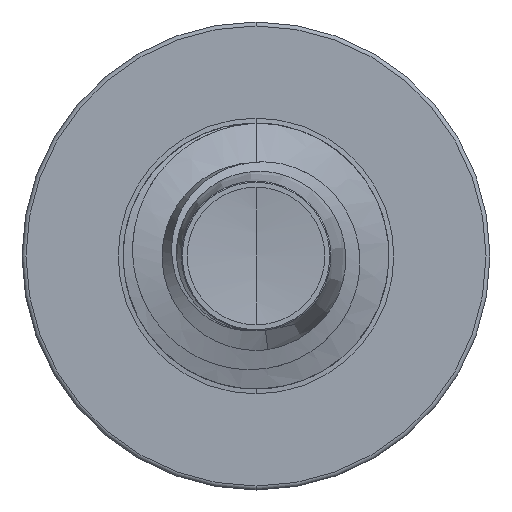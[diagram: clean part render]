
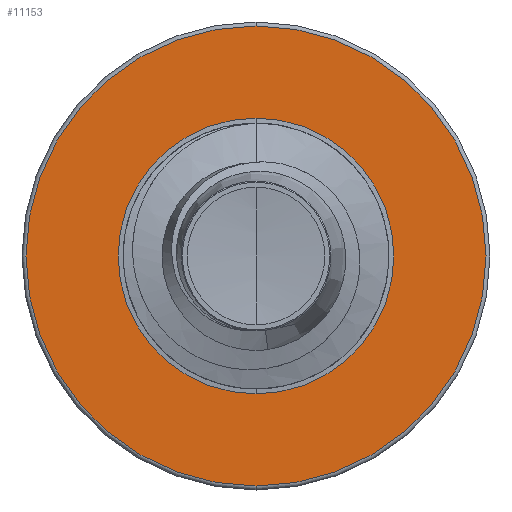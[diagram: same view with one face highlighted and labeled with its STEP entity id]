
A CAD part, front view. The second image highlights one B-rep face of the part: STEP entity #11153.
In plain terms, the highlighted planar face has unit normal (0, -1, 0).
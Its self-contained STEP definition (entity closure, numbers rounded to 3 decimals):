
#426 = CIRCLE ( 'NONE', #8644, 1.296 ) ;
#569 = VERTEX_POINT ( 'NONE', #5948 ) ;
#987 = EDGE_CURVE ( 'NONE', #5247, #4880, #8500, .T. ) ;
#2333 = ORIENTED_EDGE ( 'NONE', *, *, #5364, .T. ) ;
#2442 = EDGE_CURVE ( 'NONE', #8217, #569, #12411, .T. ) ;
#3558 = DIRECTION ( 'NONE',  ( 0., 0., 1. ) ) ;
#3640 = FACE_OUTER_BOUND ( 'NONE', #6601, .T. ) ;
#4123 = EDGE_LOOP ( 'NONE', ( #2333, #10715 ) ) ;
#4218 = CARTESIAN_POINT ( 'NONE',  ( 0., 4., 0. ) ) ;
#4238 = AXIS2_PLACEMENT_3D ( 'NONE', #12339, #12334, #12331 ) ;
#4460 = DIRECTION ( 'NONE',  ( 0., 0., 1. ) ) ;
#4463 = DIRECTION ( 'NONE',  ( 0., 1., 0. ) ) ;
#4481 = CARTESIAN_POINT ( 'NONE',  ( 0., 4., 0. ) ) ;
#4880 = VERTEX_POINT ( 'NONE', #7391 ) ;
#5247 = VERTEX_POINT ( 'NONE', #6947 ) ;
#5364 = EDGE_CURVE ( 'NONE', #4880, #5247, #426, .T. ) ;
#5948 = CARTESIAN_POINT ( 'NONE',  ( 0., 4., -2.162 ) ) ;
#5999 = DIRECTION ( 'NONE',  ( 0., 1., 0. ) ) ;
#6595 = DIRECTION ( 'NONE',  ( 0., 0., 1. ) ) ;
#6601 = EDGE_LOOP ( 'NONE', ( #8447, #10546 ) ) ;
#6607 = DIRECTION ( 'NONE',  ( 0., 1., 0. ) ) ;
#6613 = CARTESIAN_POINT ( 'NONE',  ( 0., 4., 0. ) ) ;
#6947 = CARTESIAN_POINT ( 'NONE',  ( 0., 4., -1.296 ) ) ;
#7196 = DIRECTION ( 'NONE',  ( 0., 0., 1. ) ) ;
#7208 = DIRECTION ( 'NONE',  ( 0., 1., 0. ) ) ;
#7284 = PLANE ( 'NONE',  #7539 ) ;
#7289 = CARTESIAN_POINT ( 'NONE',  ( 0., 4., -1.296 ) ) ;
#7391 = CARTESIAN_POINT ( 'NONE',  ( 0., 4., 1.296 ) ) ;
#7539 = AXIS2_PLACEMENT_3D ( 'NONE', #7289, #7208, #7196 ) ;
#7803 = EDGE_CURVE ( 'NONE', #569, #8217, #11348, .T. ) ;
#8217 = VERTEX_POINT ( 'NONE', #9903 ) ;
#8447 = ORIENTED_EDGE ( 'NONE', *, *, #2442, .F. ) ;
#8500 = CIRCLE ( 'NONE', #11940, 1.296 ) ;
#8644 = AXIS2_PLACEMENT_3D ( 'NONE', #6613, #6607, #6595 ) ;
#9903 = CARTESIAN_POINT ( 'NONE',  ( 0., 4., 2.163 ) ) ;
#10546 = ORIENTED_EDGE ( 'NONE', *, *, #7803, .F. ) ;
#10715 = ORIENTED_EDGE ( 'NONE', *, *, #987, .T. ) ;
#11011 = AXIS2_PLACEMENT_3D ( 'NONE', #4218, #5999, #3558 ) ;
#11153 = ADVANCED_FACE ( 'NONE', ( #3640, #11192 ), #7284, .F. ) ;
#11192 = FACE_BOUND ( 'NONE', #4123, .T. ) ;
#11348 = CIRCLE ( 'NONE', #11011, 2.163 ) ;
#11940 = AXIS2_PLACEMENT_3D ( 'NONE', #4481, #4463, #4460 ) ;
#12331 = DIRECTION ( 'NONE',  ( 0., 0., 1. ) ) ;
#12334 = DIRECTION ( 'NONE',  ( 0., 1., 0. ) ) ;
#12339 = CARTESIAN_POINT ( 'NONE',  ( 0., 4., 0. ) ) ;
#12411 = CIRCLE ( 'NONE', #4238, 2.163 ) ;
